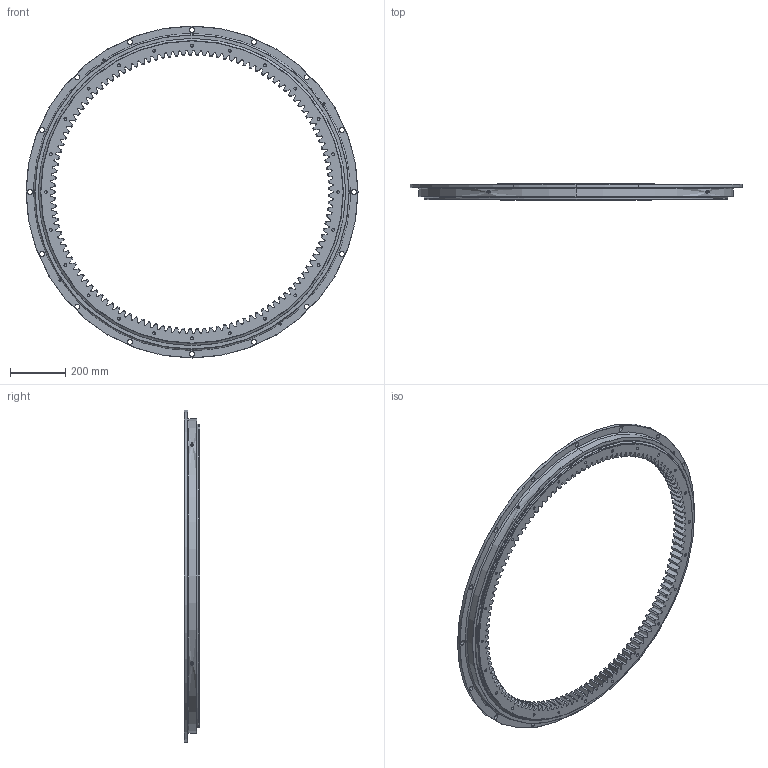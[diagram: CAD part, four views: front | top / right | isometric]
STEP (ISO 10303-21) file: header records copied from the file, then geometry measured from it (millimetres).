
FILE_DESCRIPTION (( 'STEP AP214' ), '1' );
FILE_NAME ('0028364_1200L-360-IZ_(-03).step', '2018-12-12T13:13:10', ( '' ), ( '' ), 'SwSTEP 2.0', 'SolidWorks 2018', '' );
FILE_SCHEMA (( 'AUTOMOTIVE_DESIGN' ));
Length unit declared in the file: millimetre
Products named in the file (1): 0028364_1200L-360-IZ_(-03)
Bounding box: 1198 x 56 x 1198 mm (x, y, z)
Volume: 11634972.5 mm3; surface area: 1839259.1 mm2
Topology: 12 solids, 12 shells, 927 faces, 2494 edges, 1556 vertices
Faces by surface type: cone 390, cylinder 277, bspline 199, plane 61
Entity records: 57768 total; most frequent: CARTESIAN_POINT 26119, ORIENTED_EDGE 4828, DIRECTION 3992, EDGE_CURVE 2414, AXIS2_PLACEMENT_3D 1737, VERTEX_POINT 1556, EDGE_LOOP 1020, CIRCLE 1008
